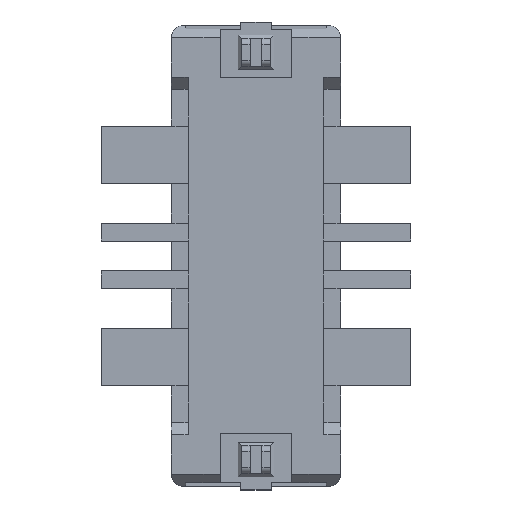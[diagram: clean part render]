
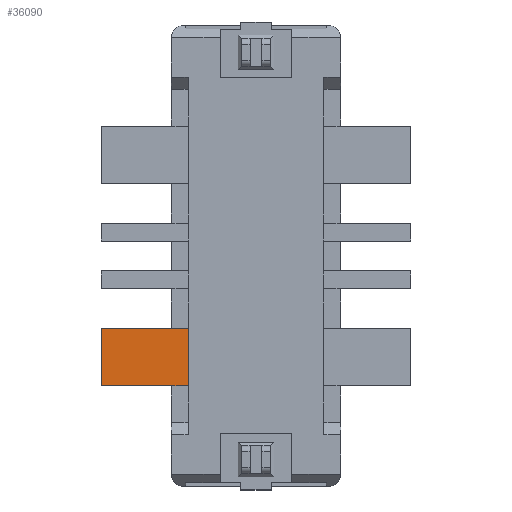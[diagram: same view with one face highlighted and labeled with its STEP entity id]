
A CAD part, top view. The second image highlights one B-rep face of the part: STEP entity #36090.
In plain terms, the highlighted planar face has unit normal (0, 0, 1).
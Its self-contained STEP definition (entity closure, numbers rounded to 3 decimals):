
#6160=CARTESIAN_POINT('',(0.59,-14.31,0.7));
#6170=VERTEX_POINT('',#6160);
#13460=CARTESIAN_POINT('',(0.59,-14.79,0.7));
#13470=VERTEX_POINT('',#13460);
#13500=CARTESIAN_POINT('',(0.59,-14.31,0.7));
#13510=DIRECTION('',(0.,-1.,0.));
#13520=VECTOR('',#13510,1.);
#13530=LINE('',#13500,#13520);
#13540=EDGE_CURVE('',#6170,#13470,#13530,.T.);
#33600=CARTESIAN_POINT('',(-0.14,-14.79,0.7));
#33610=VERTEX_POINT('',#33600);
#33640=CARTESIAN_POINT('',(0.8,-14.79,0.7));
#33650=DIRECTION('',(1.,-0.,-0.));
#33660=VECTOR('',#33650,1.);
#33670=LINE('',#33640,#33660);
#33680=EDGE_CURVE('',#33610,#13470,#33670,.T.);
#33870=CARTESIAN_POINT('',(0.8,-14.31,0.7));
#33880=DIRECTION('',(1.,0.,-0.));
#33890=VECTOR('',#33880,1.);
#33900=LINE('',#33870,#33890);
#33910=CARTESIAN_POINT('',(-0.14,-14.31,0.7));
#33920=VERTEX_POINT('',#33910);
#33930=EDGE_CURVE('',#33920,#6170,#33900,.T.);
#34200=CARTESIAN_POINT('',(-0.14,-13.7,0.7));
#34210=DIRECTION('',(0.,1.,-0.));
#34220=VECTOR('',#34210,1.);
#34230=LINE('',#34200,#34220);
#34240=EDGE_CURVE('',#33610,#33920,#34230,.T.);
#35980=CARTESIAN_POINT('',(0.608,-14.802,0.7));
#35990=DIRECTION('',(0.,0.,1.));
#36000=DIRECTION('',(1.,0.,-0.));
#36010=AXIS2_PLACEMENT_3D('',#35980,#35990,#36000);
#36020=PLANE('',#36010);
#36030=ORIENTED_EDGE('',*,*,#33680,.T.);
#36040=ORIENTED_EDGE('',*,*,#34240,.F.);
#36050=ORIENTED_EDGE('',*,*,#33930,.F.);
#36060=ORIENTED_EDGE('',*,*,#13540,.F.);
#36070=EDGE_LOOP('',(#36060,#36050,#36040,#36030));
#36080=FACE_OUTER_BOUND('',#36070,.T.);
#36090=ADVANCED_FACE('',(#36080),#36020,.T.);
